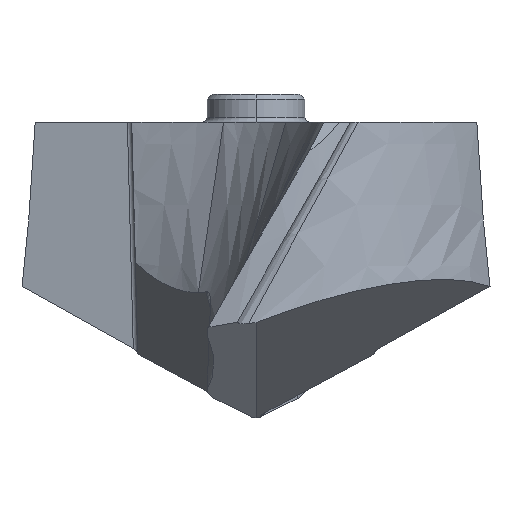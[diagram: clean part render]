
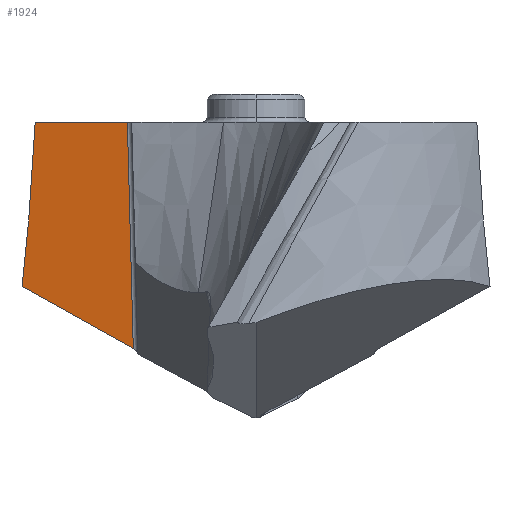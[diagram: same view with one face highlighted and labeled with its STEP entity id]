
A CAD part, left-side view. The second image highlights one B-rep face of the part: STEP entity #1924.
In plain terms, the highlighted planar face has unit normal (-0.925, 0.337, 0.174).
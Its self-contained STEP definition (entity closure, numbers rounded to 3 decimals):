
#205=DIRECTION('',(0.342,0.94,0.));
#206=VECTOR('',#205,2.996);
#207=CARTESIAN_POINT('',(3.186,3.929,0.));
#208=LINE('',#207,#206);
#432=DIRECTION('',(-0.379,-0.808,-0.451));
#433=VECTOR('',#432,4.204);
#434=CARTESIAN_POINT('',(3.414,7.146,-5.023));
#435=LINE('',#434,#433);
#440=CARTESIAN_POINT('',(4.211,6.744,0.));
#441=CARTESIAN_POINT('',(4.146,6.766,-0.389));
#442=CARTESIAN_POINT('',(4.024,6.809,-1.122));
#443=CARTESIAN_POINT('',(3.866,6.871,-2.082));
#444=CARTESIAN_POINT('',(3.733,6.934,-2.913));
#445=CARTESIAN_POINT('',(3.616,6.999,-3.664));
#446=CARTESIAN_POINT('',(3.51,7.069,-4.363));
#447=CARTESIAN_POINT('',(3.445,7.119,-4.807));
#448=CARTESIAN_POINT('',(3.414,7.146,-5.023));
#450=CARTESIAN_POINT('',(3.414,7.146,-5.023));
#475=CARTESIAN_POINT('',(3.186,3.929,0.));
#491=DIRECTION('',(0.193,0.026,0.981));
#492=VECTOR('',#491,7.054);
#493=CARTESIAN_POINT('',(1.822,3.747,-6.919));
#494=LINE('',#493,#492);
#1031=VERTEX_POINT('',#475);
#1032=CARTESIAN_POINT('',(4.211,6.744,0.));
#1033=VERTEX_POINT('',#1032);
#1072=VERTEX_POINT('',#450);
#1073=CARTESIAN_POINT('',(1.822,3.747,-6.919));
#1074=VERTEX_POINT('',#1073);
#1912=CARTESIAN_POINT('',(-0.388,3.327,
-17.877));
#1913=DIRECTION('',(0.925,-0.337,-0.174));
#1914=DIRECTION('',(0.326,0.941,-0.089));
#1915=AXIS2_PLACEMENT_3D('',#1912,#1913,#1914);
#1916=PLANE('',#1915);
#1917=ORIENTED_EDGE('',*,*,#1392,.F.);
#1919=ORIENTED_EDGE('',*,*,#1918,.F.);
#1920=ORIENTED_EDGE('',*,*,#1805,.F.);
#1921=ORIENTED_EDGE('',*,*,#1897,.F.);
#1922=EDGE_LOOP('',(#1917,#1919,#1920,#1921));
#1923=FACE_OUTER_BOUND('',#1922,.F.);
#449=B_SPLINE_CURVE_WITH_KNOTS('',3,(#440,#441,#442,#443,#444,#445,#446,#447,
#448),.UNSPECIFIED.,.F.,.F.,(4,1,1,1,1,1,4),(0.,0.167,
0.333,0.5,0.667,0.833,1.),
.UNSPECIFIED.);
#1392=EDGE_CURVE('',#1031,#1033,#208,.T.);
#1805=EDGE_CURVE('',#1072,#1074,#435,.T.);
#1897=EDGE_CURVE('',#1033,#1072,#449,.T.);
#1918=EDGE_CURVE('',#1074,#1031,#494,.T.);
#1924=ADVANCED_FACE('',(#1923),#1916,.F.);
